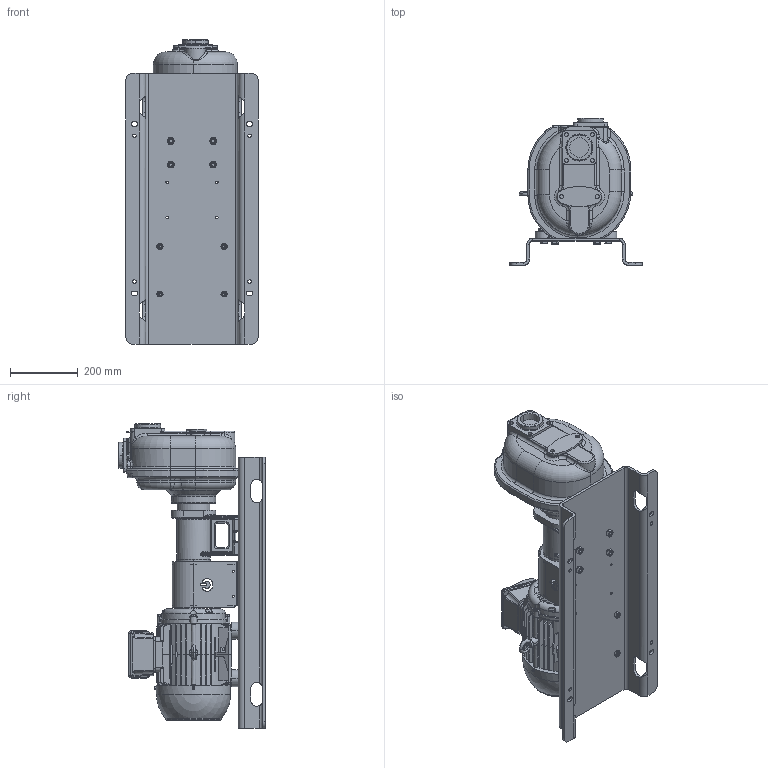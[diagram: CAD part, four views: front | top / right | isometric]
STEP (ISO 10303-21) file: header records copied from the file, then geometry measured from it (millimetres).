
FILE_DESCRIPTION((''),'2;1');
FILE_NAME('S_61_K_SIT','2018-02-01T10:35:50',('Nicola'),(''),'CREO PARAMETRIC BY PTC INC, 2017110','CREO PARAMETRIC BY PTC INC, 2017110','');
FILE_SCHEMA(('CONFIG_CONTROL_DESIGN'));
Products named in the file (1): S_61_K_SIT
Bounding box: 390 x 433 x 898.5 mm (x, y, z)
Volume: 29268149.5 mm3; surface area: 2030188.5 mm2
Topology: 1 solids, 1 shells, 3189 faces, 8294 edges, 5275 vertices
Faces by surface type: plane 2043, cylinder 549, cone 324, torus 152, bspline 93, sphere 26, extrusion 2
Entity records: 125510 total; most frequent: CARTESIAN_POINT 48391, ORIENTED_EDGE 16584, DIRECTION 15068, EDGE_CURVE 8292, VERTEX_POINT 5275, VECTOR 5126, LINE 5124, AXIS2_PLACEMENT_3D 4971
